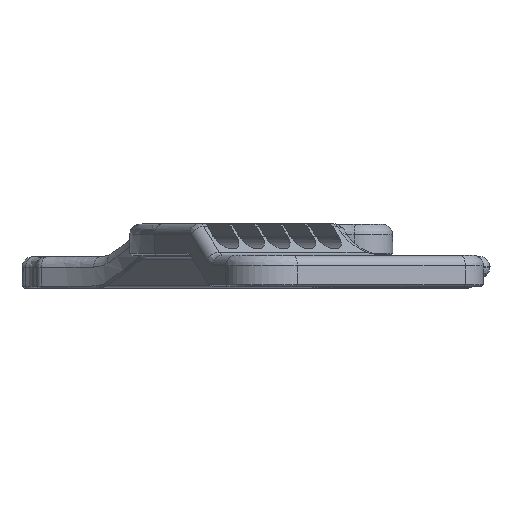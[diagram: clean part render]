
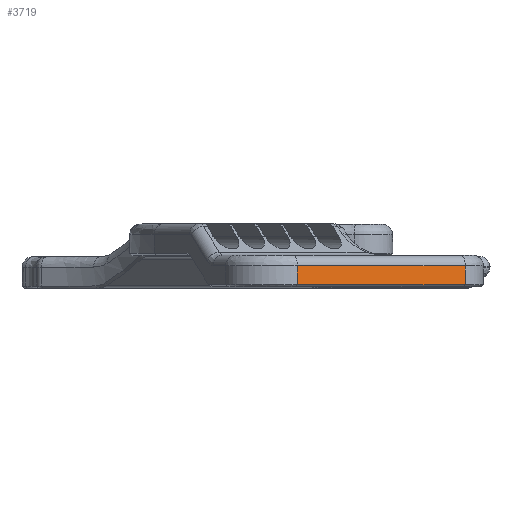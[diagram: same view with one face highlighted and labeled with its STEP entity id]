
A CAD part, top view. The second image highlights one B-rep face of the part: STEP entity #3719.
In plain terms, the highlighted planar face has unit normal (0.424, 0, 0.906).
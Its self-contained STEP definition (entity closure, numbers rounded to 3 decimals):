
#129=PLANE('',#3986);
#455=FACE_OUTER_BOUND('',#678,.T.);
#678=EDGE_LOOP('',(#2684,#2685,#2686,#2687));
#837=LINE('',#7422,#1039);
#863=LINE('',#11890,#1065);
#892=LINE('',#14063,#1094);
#893=LINE('',#14065,#1095);
#1039=VECTOR('',#4255,87.807);
#1065=VECTOR('',#4369,87.807);
#1094=VECTOR('',#4538,9.);
#1095=VECTOR('',#4541,9.);
#1433=VERTEX_POINT('',#7406);
#1435=VERTEX_POINT('',#7421);
#1524=VERTEX_POINT('',#11759);
#1526=VERTEX_POINT('',#11888);
#1782=EDGE_CURVE('',#1435,#1433,#837,.T.);
#1916=EDGE_CURVE('',#1526,#1524,#863,.T.);
#2019=EDGE_CURVE('',#1524,#1433,#892,.T.);
#2020=EDGE_CURVE('',#1526,#1435,#893,.T.);
#2684=ORIENTED_EDGE('',*,*,#2019,.F.);
#2685=ORIENTED_EDGE('',*,*,#1916,.F.);
#2686=ORIENTED_EDGE('',*,*,#2020,.T.);
#2687=ORIENTED_EDGE('',*,*,#1782,.T.);
#3719=ADVANCED_FACE('',(#455),#129,.F.);
#3986=AXIS2_PLACEMENT_3D('',#14064,#4539,#4540);
#4255=DIRECTION('',(0.906,0.,-0.424));
#4369=DIRECTION('',(0.906,0.,-0.424));
#4538=DIRECTION('',(0.,-1.,0.));
#4539=DIRECTION('center_axis',(-0.424,0.,-0.906));
#4540=DIRECTION('ref_axis',(0.,1.,0.));
#4541=DIRECTION('',(0.,-1.,0.));
#7406=CARTESIAN_POINT('',(1430.268,154.,197.423));
#7421=CARTESIAN_POINT('',(1350.737,154.,234.639));
#7422=CARTESIAN_POINT('',(1350.737,154.,234.639));
#11759=CARTESIAN_POINT('',(1430.268,163.,197.423));
#11888=CARTESIAN_POINT('',(1350.737,163.,234.639));
#11890=CARTESIAN_POINT('',(1350.737,163.,234.639));
#14063=CARTESIAN_POINT('',(1430.268,163.,197.423));
#14064=CARTESIAN_POINT('Origin',(1350.737,183.,234.639));
#14065=CARTESIAN_POINT('',(1350.737,163.,234.639));
